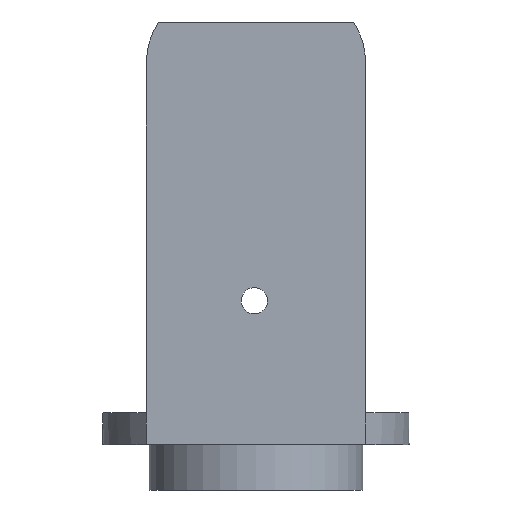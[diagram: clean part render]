
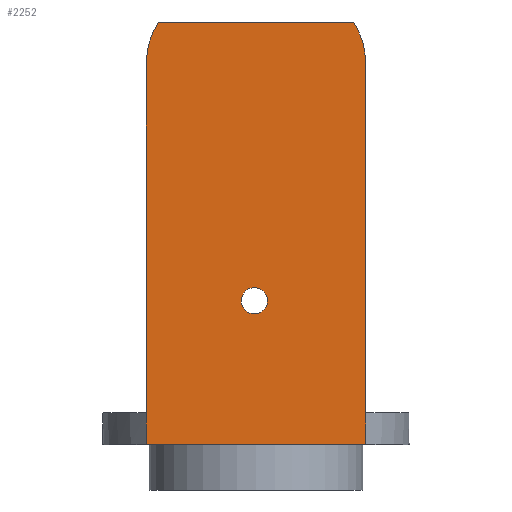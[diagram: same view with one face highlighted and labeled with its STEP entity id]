
A CAD part, left-side view. The second image highlights one B-rep face of the part: STEP entity #2252.
In plain terms, the highlighted planar face has unit normal (-1, 0, 0).
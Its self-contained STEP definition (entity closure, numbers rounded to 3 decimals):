
#26=FACE_BOUND('',#328,.T.);
#190=FACE_OUTER_BOUND('',#327,.T.);
#327=EDGE_LOOP('',(#1989,#1990,#1991,#1992,#1993,#1994,#1995,#1996,#1997));
#328=EDGE_LOOP('',(#1998));
#374=CIRCLE('',#2328,18.332);
#378=CIRCLE('',#2335,18.332);
#421=CIRCLE('',#2443,3.);
#431=CIRCLE('',#2477,3.3);
#449=LINE('',#3187,#679);
#539=LINE('',#3429,#769);
#577=LINE('',#3502,#807);
#647=LINE('',#3739,#877);
#649=LINE('',#3747,#879);
#653=LINE('',#3758,#883);
#679=VECTOR('',#2521,10.);
#769=VECTOR('',#2737,10.);
#807=VECTOR('',#2803,10.);
#877=VECTOR('',#3069,10.);
#879=VECTOR('',#3079,10.);
#883=VECTOR('',#3095,10.);
#910=VERTEX_POINT('',#3184);
#911=VERTEX_POINT('',#3186);
#972=VERTEX_POINT('',#3350);
#976=VERTEX_POINT('',#3364);
#999=VERTEX_POINT('',#3426);
#1000=VERTEX_POINT('',#3428);
#1021=VERTEX_POINT('',#3501);
#1090=VERTEX_POINT('',#3737);
#1092=VERTEX_POINT('',#3745);
#1095=VERTEX_POINT('',#3776);
#1117=EDGE_CURVE('',#910,#911,#449,.T.);
#1199=EDGE_CURVE('',#910,#972,#374,.T.);
#1205=EDGE_CURVE('',#976,#911,#378,.T.);
#1238=EDGE_CURVE('',#1000,#999,#539,.T.);
#1276=EDGE_CURVE('',#1021,#976,#577,.T.);
#1367=EDGE_CURVE('',#972,#1000,#421,.T.);
#1390=EDGE_CURVE('',#1090,#999,#647,.T.);
#1395=EDGE_CURVE('',#1090,#1092,#649,.T.);
#1401=EDGE_CURVE('',#1021,#1092,#653,.T.);
#1409=EDGE_CURVE('',#1095,#1095,#431,.T.);
#1989=ORIENTED_EDGE('',*,*,#1205,.T.);
#1990=ORIENTED_EDGE('',*,*,#1117,.F.);
#1991=ORIENTED_EDGE('',*,*,#1199,.T.);
#1992=ORIENTED_EDGE('',*,*,#1367,.T.);
#1993=ORIENTED_EDGE('',*,*,#1238,.T.);
#1994=ORIENTED_EDGE('',*,*,#1390,.F.);
#1995=ORIENTED_EDGE('',*,*,#1395,.T.);
#1996=ORIENTED_EDGE('',*,*,#1401,.F.);
#1997=ORIENTED_EDGE('',*,*,#1276,.T.);
#1998=ORIENTED_EDGE('',*,*,#1409,.T.);
#2127=PLANE('',#2476);
#2252=ADVANCED_FACE('',(#190,#26),#2127,.F.);
#2328=AXIS2_PLACEMENT_3D('',#3352,#2670,#2671);
#2335=AXIS2_PLACEMENT_3D('',#3365,#2686,#2687);
#2443=AXIS2_PLACEMENT_3D('',#3694,#3021,#3022);
#2476=AXIS2_PLACEMENT_3D('',#3775,#3119,#3120);
#2477=AXIS2_PLACEMENT_3D('',#3777,#3121,#3122);
#2521=DIRECTION('',(0.,-1.,-0.003));
#2670=DIRECTION('center_axis',(-1.,0.,0.));
#2671=DIRECTION('ref_axis',(0.,1.,0.002));
#2686=DIRECTION('center_axis',(-1.,0.,0.));
#2687=DIRECTION('ref_axis',(0.,-0.838,0.545));
#2737=DIRECTION('',(0.,0.,-1.));
#2803=DIRECTION('',(0.,0.,1.));
#3021=DIRECTION('center_axis',(-1.,0.,0.));
#3022=DIRECTION('ref_axis',(0.,1.,0.));
#3069=DIRECTION('',(0.,0.,1.));
#3079=DIRECTION('',(0.,-1.,0.));
#3095=DIRECTION('',(0.,0.,-1.));
#3119=DIRECTION('center_axis',(1.,0.,0.));
#3120=DIRECTION('ref_axis',(0.,1.,0.));
#3121=DIRECTION('center_axis',(1.,0.,0.));
#3122=DIRECTION('ref_axis',(0.,-1.,0.));
#3184=CARTESIAN_POINT('',(-27.,24.468,103.258));
#3186=CARTESIAN_POINT('',(-27.,-24.532,103.1));
#3187=CARTESIAN_POINT('',(-27.,12.161,103.219));
#3350=CARTESIAN_POINT('',(-27.,27.5,93.278));
#3352=CARTESIAN_POINT('Origin',(-27.,9.168,93.159));
#3364=CARTESIAN_POINT('',(-27.,-27.5,93.1));
#3365=CARTESIAN_POINT('Origin',(-27.,-9.168,93.1));
#3426=CARTESIAN_POINT('',(-27.,27.5,5.2));
#3428=CARTESIAN_POINT('',(-27.,27.5,93.258));
#3429=CARTESIAN_POINT('',(-27.,27.5,10.826));
#3501=CARTESIAN_POINT('',(-27.,-27.5,5.2));
#3502=CARTESIAN_POINT('',(-27.,-27.5,10.826));
#3694=CARTESIAN_POINT('Origin',(-27.,24.5,93.258));
#3737=CARTESIAN_POINT('',(-27.,27.5,-2.8));
#3739=CARTESIAN_POINT('',(-27.,27.5,5.2));
#3745=CARTESIAN_POINT('',(-27.,-27.5,-2.8));
#3747=CARTESIAN_POINT('',(-27.,5.22,-2.8));
#3758=CARTESIAN_POINT('',(-27.,-27.5,5.2));
#3775=CARTESIAN_POINT('Origin',(-27.,0.,58.158));
#3776=CARTESIAN_POINT('',(-27.,3.7,33.3));
#3777=CARTESIAN_POINT('Origin',(-27.,0.4,33.3));
